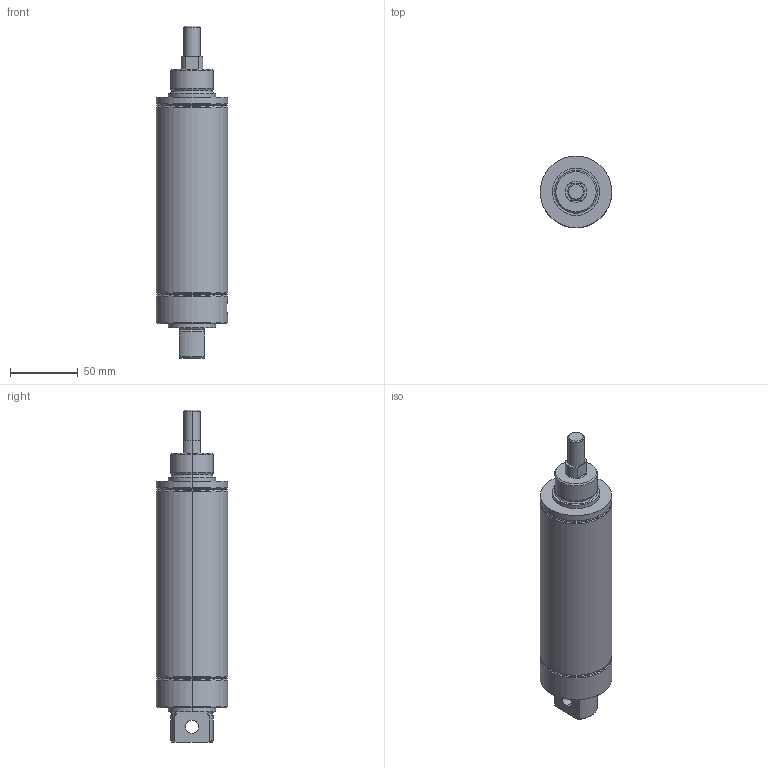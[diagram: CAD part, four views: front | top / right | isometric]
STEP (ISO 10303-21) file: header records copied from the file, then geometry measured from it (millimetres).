
FILE_DESCRIPTION (( 'STEP AP214' ), '1' );
FILE_NAME ('A32020SD.step', '2017-04-04T20:41:03', ( '' ), ( '' ), 'SwSTEP 2.0', 'SolidWorks 2017', '' );
FILE_SCHEMA (( 'AUTOMOTIVE_DESIGN' ));
Length unit declared in the file: inch
Products named in the file (3): A32020SD-Rod; A32020SD-MainBody; A32020SD
Assembly tree (2 placements, depth 2):
  A32020SD
    A32020SD-MainBody
    A32020SD-Rod
Bounding box: 52.83 x 52.83 x 245.36 mm (x, y, z)
Volume: 306887.5 mm3; surface area: 68863.8 mm2
Topology: 2 solids, 2 shells, 83 faces, 183 edges, 111 vertices
Faces by surface type: cylinder 28, cone 28, plane 19, torus 8
Entity records: 2545 total; most frequent: CARTESIAN_POINT 544, DIRECTION 441, ORIENTED_EDGE 362, AXIS2_PLACEMENT_3D 186, EDGE_CURVE 181, VERTEX_POINT 111, CIRCLE 98, EDGE_LOOP 94
